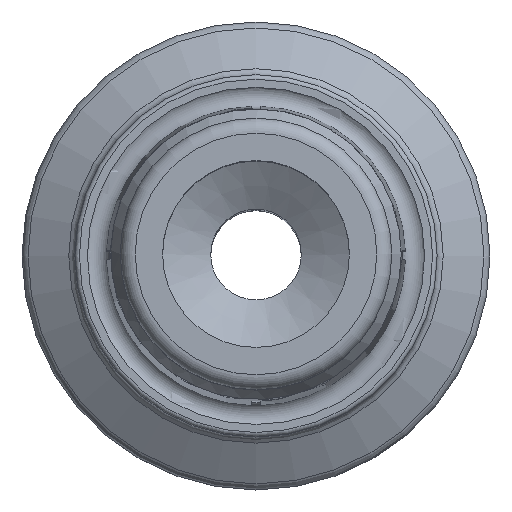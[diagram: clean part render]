
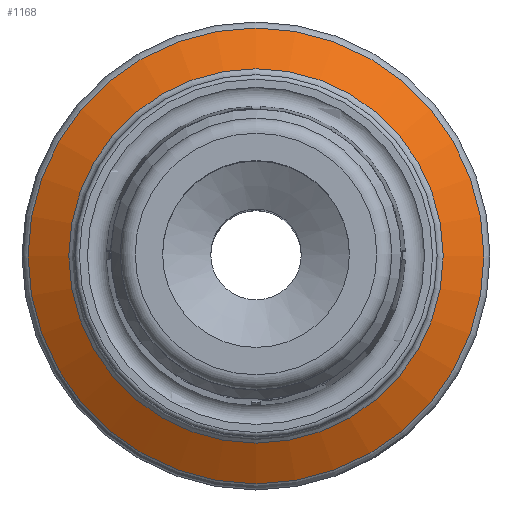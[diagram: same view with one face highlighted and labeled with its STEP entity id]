
A CAD part, top view. The second image highlights one B-rep face of the part: STEP entity #1168.
In plain terms, the highlighted conical face has half-angle 60 degrees and reference radius 6 mm.
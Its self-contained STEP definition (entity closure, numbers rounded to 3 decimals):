
#85=CONICAL_SURFACE('',#1251,6.,1.047);
#349=ORIENTED_EDGE('',*,*,#494,.T.);
#350=ORIENTED_EDGE('',*,*,#495,.T.);
#494=EDGE_CURVE('',#580,#580,#616,.T.);
#495=EDGE_CURVE('',#581,#581,#617,.T.);
#580=VERTEX_POINT('',#1906);
#581=VERTEX_POINT('',#1908);
#616=CIRCLE('',#1252,7.55);
#617=CIRCLE('',#1253,6.2);
#670=EDGE_LOOP('',(#349));
#671=EDGE_LOOP('',(#350));
#744=FACE_BOUND('',#670,.T.);
#745=FACE_BOUND('',#671,.T.);
#1168=ADVANCED_FACE('',(#744,#745),#85,.T.);
#1251=AXIS2_PLACEMENT_3D('',#1904,#1423,#1424);
#1252=AXIS2_PLACEMENT_3D('',#1905,#1425,#1426);
#1253=AXIS2_PLACEMENT_3D('',#1907,#1427,#1428);
#1423=DIRECTION('',(0.,0.,-1.));
#1424=DIRECTION('',(-1.,0.,0.));
#1425=DIRECTION('',(0.,0.,1.));
#1426=DIRECTION('',(1.,0.,0.));
#1427=DIRECTION('',(0.,0.,-1.));
#1428=DIRECTION('',(-1.,0.,0.));
#1904=CARTESIAN_POINT('',(0.,0.,2.7));
#1905=CARTESIAN_POINT('',(0.,0.,1.805));
#1906=CARTESIAN_POINT('',(7.55,0.,1.805));
#1907=CARTESIAN_POINT('',(0.,0.,2.585));
#1908=CARTESIAN_POINT('',(-6.2,0.,2.585));
